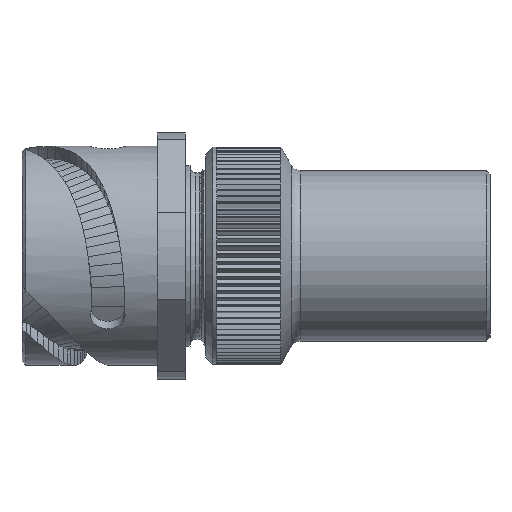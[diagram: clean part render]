
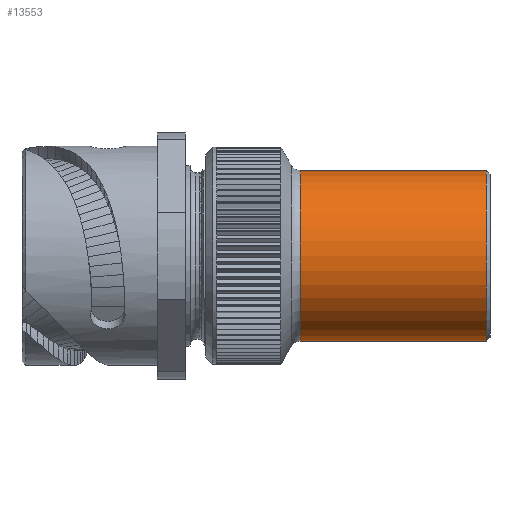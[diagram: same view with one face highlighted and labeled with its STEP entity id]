
A CAD part, top view. The second image highlights one B-rep face of the part: STEP entity #13553.
In plain terms, the highlighted cylindrical face has radius 12 mm (diameter 24 mm), a partial arc.
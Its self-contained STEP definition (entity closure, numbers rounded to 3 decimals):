
#45=CARTESIAN_POINT('',(39.5,0.,0.));
#46=DIRECTION('',(1.,0.,0.));
#47=DIRECTION('',(0.,1.,0.));
#48=AXIS2_PLACEMENT_3D('',#45,#46,#47);
#50=DIRECTION('',(-1.,0.,0.));
#51=VECTOR('',#50,26.158);
#52=CARTESIAN_POINT('',(39.5,12.,0.));
#53=LINE('1131',#52,#51);
#54=DIRECTION('',(-1.,0.,0.));
#55=VECTOR('',#54,26.158);
#56=CARTESIAN_POINT('',(39.5,-12.,0.));
#57=LINE('1133',#56,#55);
#78=CARTESIAN_POINT('',(13.342,0.,0.));
#79=DIRECTION('',(1.,0.,0.));
#80=DIRECTION('',(0.,1.,0.));
#81=AXIS2_PLACEMENT_3D('',#78,#79,#80);
#10873=CARTESIAN_POINT('',(39.5,12.,0.));
#10874=CARTESIAN_POINT('',(13.342,12.,0.));
#10875=VERTEX_POINT('',#10873);
#10876=VERTEX_POINT('',#10874);
#10881=CARTESIAN_POINT('',(39.5,-12.,0.));
#10882=CARTESIAN_POINT('',(13.342,-12.,0.));
#10883=VERTEX_POINT('',#10881);
#10884=VERTEX_POINT('',#10882);
#13539=CARTESIAN_POINT('',(-2.,0.,0.));
#13540=DIRECTION('',(1.,0.,0.));
#13541=DIRECTION('',(0.,-1.,0.));
#13542=AXIS2_PLACEMENT_3D('',#13539,#13540,#13541);
#13543=CYLINDRICAL_SURFACE('246',#13542,12.);
#13545=ORIENTED_EDGE('1131',*,*,#13544,.F.);
#13546=ORIENTED_EDGE('1185',*,*,#13527,.T.);
#13548=ORIENTED_EDGE('1133',*,*,#13547,.T.);
#13550=ORIENTED_EDGE('1178',*,*,#13549,.F.);
#13551=EDGE_LOOP('246',(#13545,#13546,#13548,#13550));
#13552=FACE_OUTER_BOUND('246',#13551,.F.);
#49=CIRCLE('1185',#48,12.);
#82=CIRCLE('1178',#81,12.);
#13527=EDGE_CURVE('1185',#10875,#10883,#49,.T.);
#13544=EDGE_CURVE('1131',#10875,#10876,#53,.T.);
#13547=EDGE_CURVE('1133',#10883,#10884,#57,.T.);
#13549=EDGE_CURVE('1178',#10876,#10884,#82,.T.);
#13553=ADVANCED_FACE('246',(#13552),#13543,.T.);
